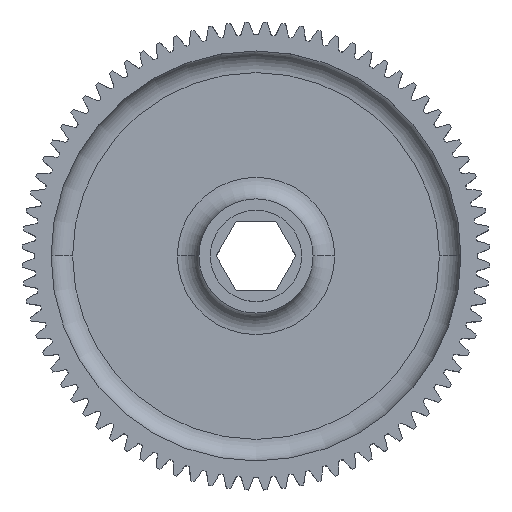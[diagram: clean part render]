
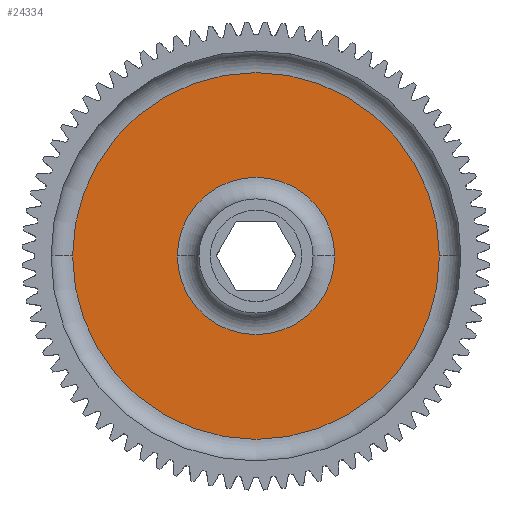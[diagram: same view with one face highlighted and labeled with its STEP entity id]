
A CAD part, top view. The second image highlights one B-rep face of the part: STEP entity #24334.
In plain terms, the highlighted planar face has unit normal (0, 0, 1).
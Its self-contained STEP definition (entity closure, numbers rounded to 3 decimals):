
#86 = EDGE_CURVE ( 'NONE', #19921, #13691, #21011, .T. ) ;
#160 = ORIENTED_EDGE ( 'NONE', *, *, #2554, .T. ) ;
#390 = CARTESIAN_POINT ( 'NONE',  ( -25.5, 0., 1.256 ) ) ;
#1441 = DIRECTION ( 'NONE',  ( 0., 0., -1. ) ) ;
#1629 = CARTESIAN_POINT ( 'NONE',  ( 25.5, 0., 1.256 ) ) ;
#2554 = EDGE_CURVE ( 'NONE', #17696, #19442, #11552, .T. ) ;
#2855 = DIRECTION ( 'NONE',  ( 0., 0., 1. ) ) ;
#3020 = CARTESIAN_POINT ( 'NONE',  ( 10.938, 0., 1.256 ) ) ;
#4168 = FACE_BOUND ( 'NONE', #11525, .T. ) ;
#4180 = PLANE ( 'NONE',  #8175 ) ;
#4784 = DIRECTION ( 'NONE',  ( 1., 0., 0. ) ) ;
#5255 = DIRECTION ( 'NONE',  ( 0., 0., 1. ) ) ;
#6194 = CIRCLE ( 'NONE', #7946, 10.938 ) ;
#6373 = AXIS2_PLACEMENT_3D ( 'NONE', #17722, #5255, #19791 ) ;
#7946 = AXIS2_PLACEMENT_3D ( 'NONE', #14641, #25087, #22818 ) ;
#8175 = AXIS2_PLACEMENT_3D ( 'NONE', #18551, #14648, #10990 ) ;
#10357 = ORIENTED_EDGE ( 'NONE', *, *, #21758, .T. ) ;
#10533 = ORIENTED_EDGE ( 'NONE', *, *, #18478, .T. ) ;
#10990 = DIRECTION ( 'NONE',  ( 1., 0., 0. ) ) ;
#11525 = EDGE_LOOP ( 'NONE', ( #21253, #10533 ) ) ;
#11552 = CIRCLE ( 'NONE', #16693, 25.5 ) ;
#13691 = VERTEX_POINT ( 'NONE', #23374 ) ;
#14154 = EDGE_LOOP ( 'NONE', ( #160, #10357 ) ) ;
#14641 = CARTESIAN_POINT ( 'NONE',  ( 0., 0., 1.256 ) ) ;
#14648 = DIRECTION ( 'NONE',  ( 0., 0., 1. ) ) ;
#16204 = DIRECTION ( 'NONE',  ( 1., 0., 0. ) ) ;
#16292 = CARTESIAN_POINT ( 'NONE',  ( 0., 0., 1.256 ) ) ;
#16693 = AXIS2_PLACEMENT_3D ( 'NONE', #21500, #2855, #4784 ) ;
#17696 = VERTEX_POINT ( 'NONE', #1629 ) ;
#17722 = CARTESIAN_POINT ( 'NONE',  ( 0., 0., 1.256 ) ) ;
#18478 = EDGE_CURVE ( 'NONE', #13691, #19921, #6194, .T. ) ;
#18551 = CARTESIAN_POINT ( 'NONE',  ( 0., 0., 1.256 ) ) ;
#19124 = CIRCLE ( 'NONE', #6373, 25.5 ) ;
#19442 = VERTEX_POINT ( 'NONE', #390 ) ;
#19727 = FACE_OUTER_BOUND ( 'NONE', #14154, .T. ) ;
#19791 = DIRECTION ( 'NONE',  ( 1., 0., 0. ) ) ;
#19921 = VERTEX_POINT ( 'NONE', #3020 ) ;
#20137 = AXIS2_PLACEMENT_3D ( 'NONE', #16292, #1441, #16204 ) ;
#21011 = CIRCLE ( 'NONE', #20137, 10.938 ) ;
#21253 = ORIENTED_EDGE ( 'NONE', *, *, #86, .T. ) ;
#21500 = CARTESIAN_POINT ( 'NONE',  ( 0., 0., 1.256 ) ) ;
#21758 = EDGE_CURVE ( 'NONE', #19442, #17696, #19124, .T. ) ;
#22818 = DIRECTION ( 'NONE',  ( 1., 0., 0. ) ) ;
#23374 = CARTESIAN_POINT ( 'NONE',  ( -10.938, 0., 1.256 ) ) ;
#24334 = ADVANCED_FACE ( 'NONE', ( #19727, #4168 ), #4180, .T. ) ;
#25087 = DIRECTION ( 'NONE',  ( 0., 0., -1. ) ) ;
